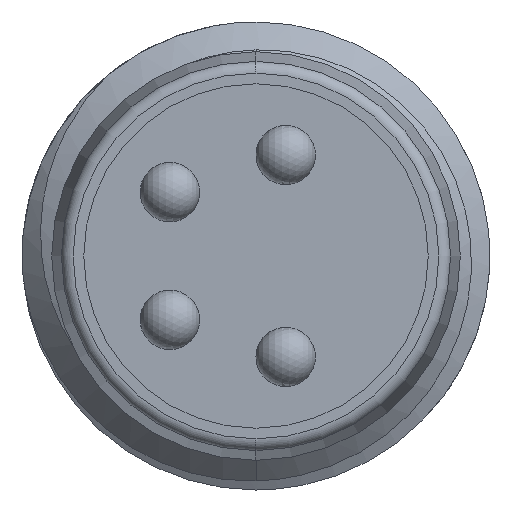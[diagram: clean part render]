
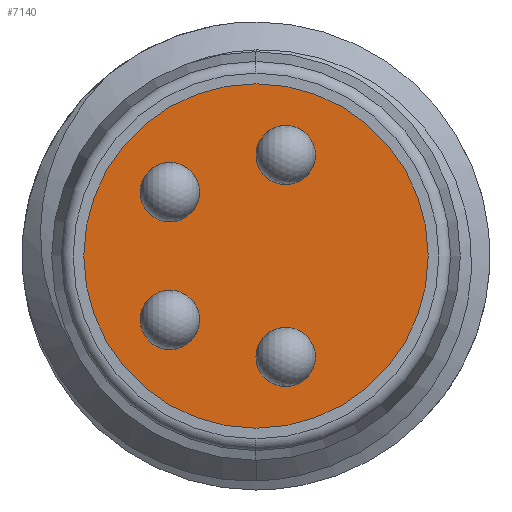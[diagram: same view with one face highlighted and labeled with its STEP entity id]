
A CAD part, left-side view. The second image highlights one B-rep face of the part: STEP entity #7140.
In plain terms, the highlighted planar face has unit normal (-1, 0, 0).
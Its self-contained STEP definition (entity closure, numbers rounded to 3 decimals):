
#35 = CARTESIAN_POINT ( 'NONE',  ( -2.199, 1.369, 1.118 ) ) ;
#235 = CIRCLE ( 'NONE', #5383, 0.5 ) ;
#553 = CIRCLE ( 'NONE', #7457, 0.5 ) ;
#561 = FACE_BOUND ( 'NONE', #4662, .T. ) ;
#610 = EDGE_LOOP ( 'NONE', ( #4684, #6497 ) ) ;
#644 = EDGE_CURVE ( 'NONE', #1760, #689, #7598, .T. ) ;
#664 = ORIENTED_EDGE ( 'NONE', *, *, #3166, .F. ) ;
#689 = VERTEX_POINT ( 'NONE', #2587 ) ;
#734 = FACE_BOUND ( 'NONE', #5969, .T. ) ;
#739 = CARTESIAN_POINT ( 'NONE',  ( -2.199, 2.369, 1.118 ) ) ;
#819 = DIRECTION ( 'NONE',  ( -1., 0., 0. ) ) ;
#1122 = ORIENTED_EDGE ( 'NONE', *, *, #4213, .T. ) ;
#1153 = DIRECTION ( 'NONE',  ( 1., 0., 0. ) ) ;
#1179 = EDGE_CURVE ( 'NONE', #689, #1760, #3235, .T. ) ;
#1189 = VERTEX_POINT ( 'NONE', #35 ) ;
#1557 = ORIENTED_EDGE ( 'NONE', *, *, #3250, .T. ) ;
#1719 = EDGE_CURVE ( 'NONE', #2227, #4941, #235, .T. ) ;
#1720 = CARTESIAN_POINT ( 'NONE',  ( -2.199, 1.869, 1.118 ) ) ;
#1726 = DIRECTION ( 'NONE',  ( -1., 0., 0. ) ) ;
#1739 = CIRCLE ( 'NONE', #4291, 0.5 ) ;
#1760 = VERTEX_POINT ( 'NONE', #1776 ) ;
#1776 = CARTESIAN_POINT ( 'NONE',  ( -2.199, -0.581, 1.743 ) ) ;
#1866 = CARTESIAN_POINT ( 'NONE',  ( -2.199, -0.081, -1.657 ) ) ;
#1876 = DIRECTION ( 'NONE',  ( 0., 0., 1. ) ) ;
#1913 = CIRCLE ( 'NONE', #2253, 0.5 ) ;
#1955 = VERTEX_POINT ( 'NONE', #3455 ) ;
#1998 = DIRECTION ( 'NONE',  ( 0., 0., 1. ) ) ;
#2127 = CARTESIAN_POINT ( 'NONE',  ( -2.199, 0.419, 0.043 ) ) ;
#2227 = VERTEX_POINT ( 'NONE', #4372 ) ;
#2253 = AXIS2_PLACEMENT_3D ( 'NONE', #6723, #2859, #5274 ) ;
#2265 = CARTESIAN_POINT ( 'NONE',  ( -2.199, 0.419, 0.043 ) ) ;
#2284 = DIRECTION ( 'NONE',  ( -1., 0., 0. ) ) ;
#2442 = DIRECTION ( 'NONE',  ( -1., 0., 0. ) ) ;
#2499 = CARTESIAN_POINT ( 'NONE',  ( -2.199, 0.419, -2.857 ) ) ;
#2502 = EDGE_CURVE ( 'NONE', #7076, #1189, #7282, .T. ) ;
#2533 = DIRECTION ( 'NONE',  ( 0., 0., -1. ) ) ;
#2556 = DIRECTION ( 'NONE',  ( -1., 0., 0. ) ) ;
#2566 = EDGE_CURVE ( 'NONE', #4941, #2227, #553, .T. ) ;
#2567 = CARTESIAN_POINT ( 'NONE',  ( -2.199, -0.081, 1.743 ) ) ;
#2587 = CARTESIAN_POINT ( 'NONE',  ( -2.199, 0.419, 1.743 ) ) ;
#2594 = CIRCLE ( 'NONE', #7264, 2.9 ) ;
#2704 = DIRECTION ( 'NONE',  ( -1., 0., 0. ) ) ;
#2840 = VERTEX_POINT ( 'NONE', #4654 ) ;
#2859 = DIRECTION ( 'NONE',  ( -1., 0., 0. ) ) ;
#3166 = EDGE_CURVE ( 'NONE', #1189, #7076, #3985, .T. ) ;
#3235 = CIRCLE ( 'NONE', #4594, 0.5 ) ;
#3250 = EDGE_CURVE ( 'NONE', #7007, #5420, #6676, .T. ) ;
#3279 = ORIENTED_EDGE ( 'NONE', *, *, #2502, .F. ) ;
#3455 = CARTESIAN_POINT ( 'NONE',  ( -2.199, 1.369, -1.032 ) ) ;
#3545 = DIRECTION ( 'NONE',  ( 0., 0., 1. ) ) ;
#3558 = AXIS2_PLACEMENT_3D ( 'NONE', #2567, #2556, #2533 ) ;
#3806 = FACE_BOUND ( 'NONE', #7257, .T. ) ;
#3985 = CIRCLE ( 'NONE', #4381, 0.5 ) ;
#4039 = EDGE_CURVE ( 'NONE', #1955, #2840, #1913, .T. ) ;
#4213 = EDGE_CURVE ( 'NONE', #5420, #7007, #2594, .T. ) ;
#4291 = AXIS2_PLACEMENT_3D ( 'NONE', #4529, #819, #5141 ) ;
#4372 = CARTESIAN_POINT ( 'NONE',  ( -2.199, -0.581, -1.657 ) ) ;
#4381 = AXIS2_PLACEMENT_3D ( 'NONE', #6826, #6784, #6766 ) ;
#4529 = CARTESIAN_POINT ( 'NONE',  ( -2.199, 1.869, -1.032 ) ) ;
#4594 = AXIS2_PLACEMENT_3D ( 'NONE', #7344, #7387, #7382 ) ;
#4654 = CARTESIAN_POINT ( 'NONE',  ( -2.199, 2.369, -1.032 ) ) ;
#4662 = EDGE_LOOP ( 'NONE', ( #6519, #7823 ) ) ;
#4684 = ORIENTED_EDGE ( 'NONE', *, *, #2566, .F. ) ;
#4726 = CARTESIAN_POINT ( 'NONE',  ( -2.199, -0.081, -1.657 ) ) ;
#4881 = CARTESIAN_POINT ( 'NONE',  ( -2.199, 0.419, 0.043 ) ) ;
#4927 = DIRECTION ( 'NONE',  ( 0., 0., 1. ) ) ;
#4940 = DIRECTION ( 'NONE',  ( -1., 0., 0. ) ) ;
#4941 = VERTEX_POINT ( 'NONE', #6592 ) ;
#5042 = CARTESIAN_POINT ( 'NONE',  ( -2.199, 0.419, 2.943 ) ) ;
#5044 = ORIENTED_EDGE ( 'NONE', *, *, #1179, .F. ) ;
#5141 = DIRECTION ( 'NONE',  ( 0., 0., -1. ) ) ;
#5156 = AXIS2_PLACEMENT_3D ( 'NONE', #4881, #1153, #5486 ) ;
#5258 = FACE_OUTER_BOUND ( 'NONE', #6846, .T. ) ;
#5274 = DIRECTION ( 'NONE',  ( 0., 0., -1. ) ) ;
#5383 = AXIS2_PLACEMENT_3D ( 'NONE', #4726, #2284, #3545 ) ;
#5420 = VERTEX_POINT ( 'NONE', #5042 ) ;
#5486 = DIRECTION ( 'NONE',  ( 0., 0., -1. ) ) ;
#5756 = DIRECTION ( 'NONE',  ( 0., 0., 1. ) ) ;
#5969 = EDGE_LOOP ( 'NONE', ( #5044, #6039 ) ) ;
#6039 = ORIENTED_EDGE ( 'NONE', *, *, #644, .F. ) ;
#6082 = EDGE_CURVE ( 'NONE', #2840, #1955, #1739, .T. ) ;
#6497 = ORIENTED_EDGE ( 'NONE', *, *, #1719, .F. ) ;
#6519 = ORIENTED_EDGE ( 'NONE', *, *, #4039, .F. ) ;
#6592 = CARTESIAN_POINT ( 'NONE',  ( -2.199, 0.419, -1.657 ) ) ;
#6676 = CIRCLE ( 'NONE', #7260, 2.9 ) ;
#6723 = CARTESIAN_POINT ( 'NONE',  ( -2.199, 1.869, -1.032 ) ) ;
#6766 = DIRECTION ( 'NONE',  ( 0., 0., 1. ) ) ;
#6784 = DIRECTION ( 'NONE',  ( -1., 0., 0. ) ) ;
#6826 = CARTESIAN_POINT ( 'NONE',  ( -2.199, 1.869, 1.118 ) ) ;
#6846 = EDGE_LOOP ( 'NONE', ( #1122, #1557 ) ) ;
#6877 = FACE_BOUND ( 'NONE', #610, .T. ) ;
#7007 = VERTEX_POINT ( 'NONE', #2499 ) ;
#7025 = AXIS2_PLACEMENT_3D ( 'NONE', #1720, #1726, #1998 ) ;
#7076 = VERTEX_POINT ( 'NONE', #739 ) ;
#7140 = ADVANCED_FACE ( 'NONE', ( #561, #3806, #734, #6877, #5258 ), #7570, .F. ) ;
#7257 = EDGE_LOOP ( 'NONE', ( #664, #3279 ) ) ;
#7260 = AXIS2_PLACEMENT_3D ( 'NONE', #2127, #4940, #4927 ) ;
#7264 = AXIS2_PLACEMENT_3D ( 'NONE', #2265, #2442, #5756 ) ;
#7282 = CIRCLE ( 'NONE', #7025, 0.5 ) ;
#7344 = CARTESIAN_POINT ( 'NONE',  ( -2.199, -0.081, 1.743 ) ) ;
#7382 = DIRECTION ( 'NONE',  ( 0., 0., -1. ) ) ;
#7387 = DIRECTION ( 'NONE',  ( -1., 0., 0. ) ) ;
#7457 = AXIS2_PLACEMENT_3D ( 'NONE', #1866, #2704, #1876 ) ;
#7570 = PLANE ( 'NONE',  #5156 ) ;
#7598 = CIRCLE ( 'NONE', #3558, 0.5 ) ;
#7823 = ORIENTED_EDGE ( 'NONE', *, *, #6082, .F. ) ;
